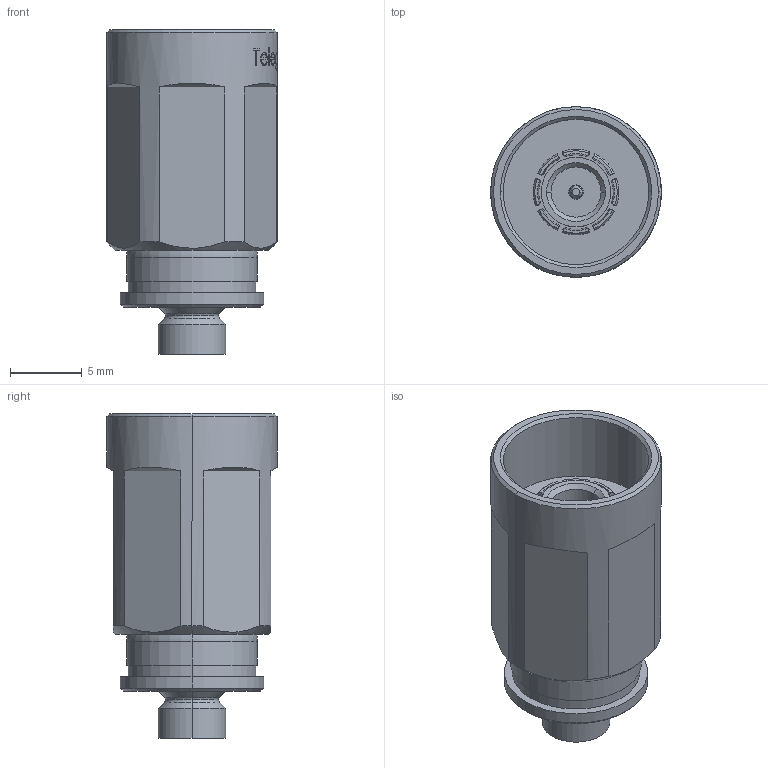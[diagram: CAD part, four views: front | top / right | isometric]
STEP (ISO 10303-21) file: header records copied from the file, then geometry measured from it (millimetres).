
FILE_DESCRIPTION (( 'STEP AP214' ), '1' );
FILE_NAME ('J01490A0000.STEP', '2020-11-30T14:00:55', ( '' ), ( '' ), 'SwSTEP 2.0', 'SolidWorks 2020', '' );
FILE_SCHEMA (( 'AUTOMOTIVE_DESIGN' ));
Length unit declared in the file: millimetre
Products named in the file (1): J01490A0000
Bounding box: 11.9 x 11.9 x 22.65 mm (x, y, z)
Volume: 1521.2 mm3; surface area: 1257.7 mm2
Topology: 1 solids, 1 shells, 296 faces, 753 edges, 492 vertices
Faces by surface type: plane 107, bspline 83, cylinder 52, cone 38, torus 14, sphere 2
Entity records: 17689 total; most frequent: CARTESIAN_POINT 8067, ORIENTED_EDGE 1502, DIRECTION 1026, EDGE_CURVE 751, VERTEX_POINT 492, AXIS2_PLACEMENT_3D 400, EDGE_LOOP 331, B_SPLINE_CURVE_WITH_KNOTS 309
